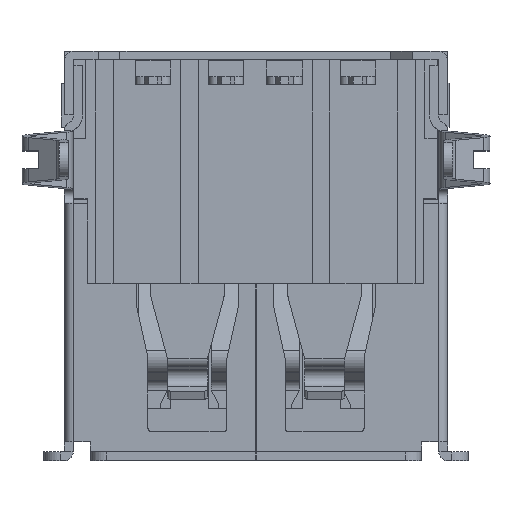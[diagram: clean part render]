
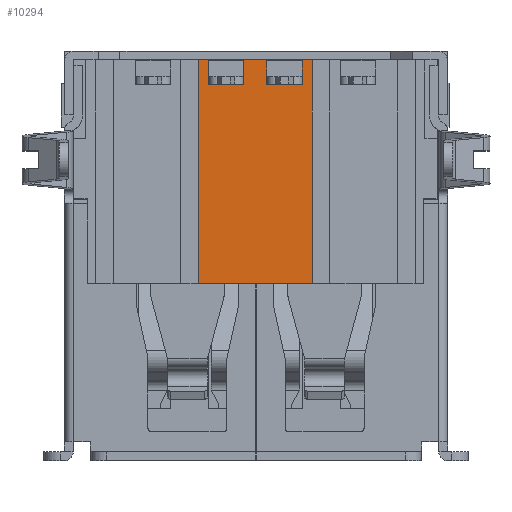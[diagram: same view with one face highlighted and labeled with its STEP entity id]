
A CAD part, top view. The second image highlights one B-rep face of the part: STEP entity #10294.
In plain terms, the highlighted planar face has unit normal (0, 0, 1).
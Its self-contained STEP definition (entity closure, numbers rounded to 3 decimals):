
#66 = VECTOR ( 'NONE', #10460, 1000. ) ;
#83 = ORIENTED_EDGE ( 'NONE', *, *, #35319, .F. ) ;
#157 = EDGE_CURVE ( 'NONE', #12286, #4843, #19557, .T. ) ;
#819 = CARTESIAN_POINT ( 'NONE',  ( -0.4, 6.75, 3.45 ) ) ;
#1807 = PLANE ( 'NONE',  #10022 ) ;
#2001 = VECTOR ( 'NONE', #29277, 1000. ) ;
#2918 = VERTEX_POINT ( 'NONE', #19889 ) ;
#3131 = LINE ( 'NONE', #34092, #5768 ) ;
#3154 = ORIENTED_EDGE ( 'NONE', *, *, #9835, .F. ) ;
#3297 = VECTOR ( 'NONE', #16234, 1000. ) ;
#3559 = CARTESIAN_POINT ( 'NONE',  ( 1.6, 6.75, 3.45 ) ) ;
#3887 = EDGE_CURVE ( 'NONE', #28102, #12286, #3131, .T. ) ;
#3977 = CARTESIAN_POINT ( 'NONE',  ( 1.95, -0.9, 3.45 ) ) ;
#4201 = LINE ( 'NONE', #18450, #29217 ) ;
#4427 = EDGE_CURVE ( 'NONE', #34629, #33552, #14245, .T. ) ;
#4843 = VERTEX_POINT ( 'NONE', #33962 ) ;
#4964 = EDGE_CURVE ( 'NONE', #12668, #34629, #30839, .T. ) ;
#5056 = LINE ( 'NONE', #13097, #19985 ) ;
#5157 = DIRECTION ( 'NONE',  ( -1., 0., 0. ) ) ;
#5253 = ORIENTED_EDGE ( 'NONE', *, *, #33897, .T. ) ;
#5768 = VECTOR ( 'NONE', #31433, 1000. ) ;
#6461 = LINE ( 'NONE', #7299, #30572 ) ;
#6500 = ORIENTED_EDGE ( 'NONE', *, *, #6782, .T. ) ;
#6782 = EDGE_CURVE ( 'NONE', #20434, #28102, #4201, .T. ) ;
#6797 = VECTOR ( 'NONE', #32551, 1000. ) ;
#7299 = CARTESIAN_POINT ( 'NONE',  ( 1.6, 5.915, 3.45 ) ) ;
#7748 = ORIENTED_EDGE ( 'NONE', *, *, #19452, .T. ) ;
#8292 = CARTESIAN_POINT ( 'NONE',  ( -1.6, 5.915, 3.45 ) ) ;
#8444 = CARTESIAN_POINT ( 'NONE',  ( 0.4, 6.75, 3.45 ) ) ;
#9025 = EDGE_CURVE ( 'NONE', #20434, #33552, #17323, .T. ) ;
#9835 = EDGE_CURVE ( 'NONE', #12668, #30313, #14096, .T. ) ;
#10022 = AXIS2_PLACEMENT_3D ( 'NONE', #19561, #16712, #13894 ) ;
#10225 = EDGE_LOOP ( 'NONE', ( #22882, #27697, #32735, #6500, #26771, #16816, #5253, #32155, #7748, #24923, #83, #3154 ) ) ;
#10294 = ADVANCED_FACE ( 'NONE', ( #22669 ), #1807, .T. ) ;
#10303 = LINE ( 'NONE', #10963, #3297 ) ;
#10327 = CARTESIAN_POINT ( 'NONE',  ( -1.6, 6.75, 3.45 ) ) ;
#10460 = DIRECTION ( 'NONE',  ( 0., -1., 0. ) ) ;
#10917 = CARTESIAN_POINT ( 'NONE',  ( 1.95, 6.75, 3.45 ) ) ;
#10963 = CARTESIAN_POINT ( 'NONE',  ( 0.4, 5.915, 3.45 ) ) ;
#11065 = DIRECTION ( 'NONE',  ( 1., 0., 0. ) ) ;
#11676 = CARTESIAN_POINT ( 'NONE',  ( -1.95, -0.9, 3.45 ) ) ;
#11952 = DIRECTION ( 'NONE',  ( 0., -1., 0. ) ) ;
#12286 = VERTEX_POINT ( 'NONE', #18557 ) ;
#12572 = CARTESIAN_POINT ( 'NONE',  ( -1.95, 2., 3.45 ) ) ;
#12639 = CARTESIAN_POINT ( 'NONE',  ( 0.4, 5.915, 3.45 ) ) ;
#12668 = VERTEX_POINT ( 'NONE', #24310 ) ;
#13097 = CARTESIAN_POINT ( 'NONE',  ( 6.225, 6.75, 3.45 ) ) ;
#13412 = VECTOR ( 'NONE', #11952, 1000. ) ;
#13894 = DIRECTION ( 'NONE',  ( 1., 0., 0. ) ) ;
#14096 = LINE ( 'NONE', #10327, #66 ) ;
#14245 = LINE ( 'NONE', #12572, #2001 ) ;
#15107 = DIRECTION ( 'NONE',  ( -1., 0., 0. ) ) ;
#15788 = VERTEX_POINT ( 'NONE', #8444 ) ;
#15963 = DIRECTION ( 'NONE',  ( 0., 1., 0. ) ) ;
#16234 = DIRECTION ( 'NONE',  ( 0., 1., 0. ) ) ;
#16712 = DIRECTION ( 'NONE',  ( 0., 0., 1. ) ) ;
#16816 = ORIENTED_EDGE ( 'NONE', *, *, #157, .T. ) ;
#17122 = CARTESIAN_POINT ( 'NONE',  ( 5.75, -0.9, 3.45 ) ) ;
#17323 = LINE ( 'NONE', #17122, #34836 ) ;
#18436 = EDGE_CURVE ( 'NONE', #20504, #15788, #10303, .T. ) ;
#18450 = CARTESIAN_POINT ( 'NONE',  ( 1.95, 2., 3.45 ) ) ;
#18557 = CARTESIAN_POINT ( 'NONE',  ( 1.6, 6.75, 3.45 ) ) ;
#19452 = EDGE_CURVE ( 'NONE', #15788, #31305, #5056, .T. ) ;
#19557 = LINE ( 'NONE', #3559, #13412 ) ;
#19561 = CARTESIAN_POINT ( 'NONE',  ( -6.225, 2., 3.45 ) ) ;
#19889 = CARTESIAN_POINT ( 'NONE',  ( -0.4, 5.915, 3.45 ) ) ;
#19985 = VECTOR ( 'NONE', #5157, 1000. ) ;
#20434 = VERTEX_POINT ( 'NONE', #3977 ) ;
#20504 = VERTEX_POINT ( 'NONE', #12639 ) ;
#21273 = LINE ( 'NONE', #27232, #6797 ) ;
#21994 = LINE ( 'NONE', #8292, #31595 ) ;
#22669 = FACE_OUTER_BOUND ( 'NONE', #10225, .T. ) ;
#22882 = ORIENTED_EDGE ( 'NONE', *, *, #4964, .T. ) ;
#24310 = CARTESIAN_POINT ( 'NONE',  ( -1.6, 6.75, 3.45 ) ) ;
#24923 = ORIENTED_EDGE ( 'NONE', *, *, #26858, .F. ) ;
#26771 = ORIENTED_EDGE ( 'NONE', *, *, #3887, .T. ) ;
#26858 = EDGE_CURVE ( 'NONE', #2918, #31305, #21273, .T. ) ;
#27232 = CARTESIAN_POINT ( 'NONE',  ( -0.4, 5.915, 3.45 ) ) ;
#27697 = ORIENTED_EDGE ( 'NONE', *, *, #4427, .T. ) ;
#28102 = VERTEX_POINT ( 'NONE', #10917 ) ;
#29217 = VECTOR ( 'NONE', #15963, 1000. ) ;
#29277 = DIRECTION ( 'NONE',  ( 0., -1., 0. ) ) ;
#30313 = VERTEX_POINT ( 'NONE', #34553 ) ;
#30572 = VECTOR ( 'NONE', #35634, 1000. ) ;
#30839 = LINE ( 'NONE', #34686, #34738 ) ;
#31305 = VERTEX_POINT ( 'NONE', #819 ) ;
#31433 = DIRECTION ( 'NONE',  ( -1., 0., 0. ) ) ;
#31492 = DIRECTION ( 'NONE',  ( -1., 0., 0. ) ) ;
#31595 = VECTOR ( 'NONE', #11065, 1000. ) ;
#31722 = CARTESIAN_POINT ( 'NONE',  ( -1.95, 6.75, 3.45 ) ) ;
#32155 = ORIENTED_EDGE ( 'NONE', *, *, #18436, .T. ) ;
#32551 = DIRECTION ( 'NONE',  ( 0., 1., 0. ) ) ;
#32735 = ORIENTED_EDGE ( 'NONE', *, *, #9025, .F. ) ;
#33552 = VERTEX_POINT ( 'NONE', #11676 ) ;
#33897 = EDGE_CURVE ( 'NONE', #4843, #20504, #6461, .T. ) ;
#33962 = CARTESIAN_POINT ( 'NONE',  ( 1.6, 5.915, 3.45 ) ) ;
#34092 = CARTESIAN_POINT ( 'NONE',  ( 6.225, 6.75, 3.45 ) ) ;
#34553 = CARTESIAN_POINT ( 'NONE',  ( -1.6, 5.915, 3.45 ) ) ;
#34629 = VERTEX_POINT ( 'NONE', #31722 ) ;
#34686 = CARTESIAN_POINT ( 'NONE',  ( 6.225, 6.75, 3.45 ) ) ;
#34738 = VECTOR ( 'NONE', #15107, 1000. ) ;
#34836 = VECTOR ( 'NONE', #31492, 1000. ) ;
#35319 = EDGE_CURVE ( 'NONE', #30313, #2918, #21994, .T. ) ;
#35634 = DIRECTION ( 'NONE',  ( -1., 0., 0. ) ) ;
